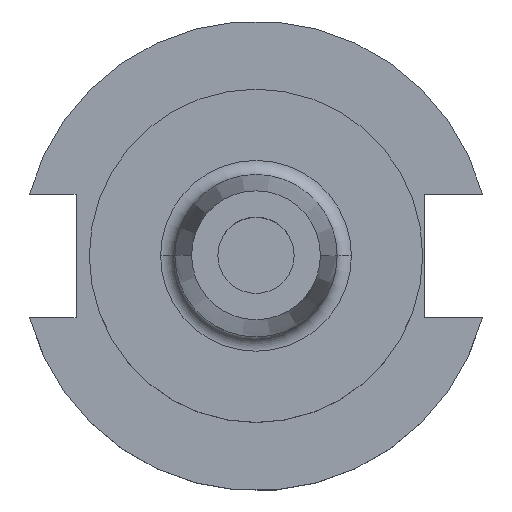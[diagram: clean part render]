
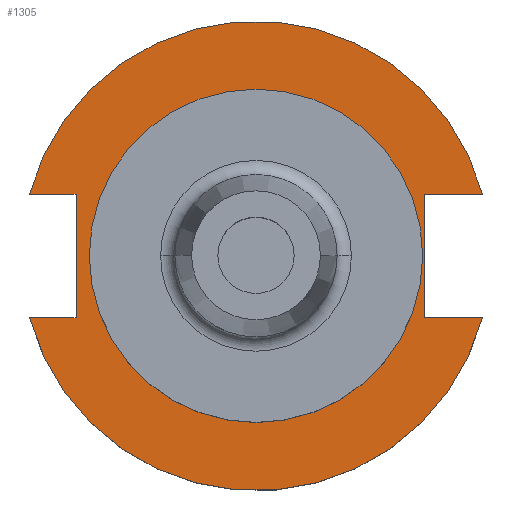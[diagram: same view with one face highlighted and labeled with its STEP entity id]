
A CAD part, top view. The second image highlights one B-rep face of the part: STEP entity #1305.
In plain terms, the highlighted planar face has unit normal (0, 0, 1).
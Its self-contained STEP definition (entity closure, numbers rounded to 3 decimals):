
#29 = CARTESIAN_POINT ( 'NONE',  ( -47.477, 12.954, 19.05 ) ) ;
#57 = AXIS2_PLACEMENT_3D ( 'NONE', #1165, #1155, #1147 ) ;
#59 = CARTESIAN_POINT ( 'NONE',  ( -37.719, -12.954, 19.05 ) ) ;
#70 = ORIENTED_EDGE ( 'NONE', *, *, #506, .F. ) ;
#102 = CIRCLE ( 'NONE', #761, 49.212 ) ;
#108 = ORIENTED_EDGE ( 'NONE', *, *, #1620, .F. ) ;
#135 = CARTESIAN_POINT ( 'NONE',  ( -63.719, 12.954, 19.05 ) ) ;
#138 = ORIENTED_EDGE ( 'NONE', *, *, #701, .F. ) ;
#150 = DIRECTION ( 'NONE',  ( 0., -1., 0. ) ) ;
#173 = EDGE_CURVE ( 'NONE', #1642, #1404, #684, .T. ) ;
#194 = ORIENTED_EDGE ( 'NONE', *, *, #173, .T. ) ;
#242 = LINE ( 'NONE', #135, #1613 ) ;
#250 = ORIENTED_EDGE ( 'NONE', *, *, #274, .T. ) ;
#274 = EDGE_CURVE ( 'NONE', #944, #579, #102, .T. ) ;
#275 = AXIS2_PLACEMENT_3D ( 'NONE', #1461, #1485, #1447 ) ;
#298 = EDGE_LOOP ( 'NONE', ( #194, #572, #70, #879, #250, #108, #1249, #1355 ) ) ;
#307 = CARTESIAN_POINT ( 'NONE',  ( 35.306, 12.954, 19.05 ) ) ;
#309 = DIRECTION ( 'NONE',  ( -1., 0., 0. ) ) ;
#342 = DIRECTION ( 'NONE',  ( 1., 0., 0. ) ) ;
#470 = VECTOR ( 'NONE', #150, 1000. ) ;
#471 = LINE ( 'NONE', #1570, #1467 ) ;
#482 = CARTESIAN_POINT ( 'NONE',  ( -37.719, 12.954, 19.05 ) ) ;
#506 = EDGE_CURVE ( 'NONE', #1539, #1256, #1506, .T. ) ;
#572 = ORIENTED_EDGE ( 'NONE', *, *, #1755, .F. ) ;
#575 = CARTESIAN_POINT ( 'NONE',  ( 47.477, 12.954, 19.05 ) ) ;
#579 = VERTEX_POINT ( 'NONE', #29 ) ;
#581 = VERTEX_POINT ( 'NONE', #59 ) ;
#599 = DIRECTION ( 'NONE',  ( 1., 0., 0. ) ) ;
#605 = CARTESIAN_POINT ( 'NONE',  ( 0., 0., 19.05 ) ) ;
#612 = CARTESIAN_POINT ( 'NONE',  ( -34.925, 0., 19.05 ) ) ;
#622 = DIRECTION ( 'NONE',  ( 0., 0., 1. ) ) ;
#684 = CIRCLE ( 'NONE', #1695, 49.212 ) ;
#701 = EDGE_CURVE ( 'NONE', #857, #1127, #1595, .T. ) ;
#707 = VECTOR ( 'NONE', #1136, 1000. ) ;
#724 = FACE_OUTER_BOUND ( 'NONE', #298, .T. ) ;
#761 = AXIS2_PLACEMENT_3D ( 'NONE', #766, #803, #599 ) ;
#766 = CARTESIAN_POINT ( 'NONE',  ( 0., 0., 19.05 ) ) ;
#803 = DIRECTION ( 'NONE',  ( 0., 0., 1. ) ) ;
#854 = CARTESIAN_POINT ( 'NONE',  ( 35.306, -12.954, 19.05 ) ) ;
#857 = VERTEX_POINT ( 'NONE', #612 ) ;
#879 = ORIENTED_EDGE ( 'NONE', *, *, #1005, .F. ) ;
#907 = DIRECTION ( 'NONE',  ( 1., 0., 0. ) ) ;
#944 = VERTEX_POINT ( 'NONE', #575 ) ;
#1005 = EDGE_CURVE ( 'NONE', #944, #1539, #1283, .T. ) ;
#1042 = DIRECTION ( 'NONE',  ( 1., 0., 0. ) ) ;
#1058 = EDGE_CURVE ( 'NONE', #1127, #857, #1215, .T. ) ;
#1062 = LINE ( 'NONE', #1600, #707 ) ;
#1069 = CARTESIAN_POINT ( 'NONE',  ( 34.925, 0., 19.05 ) ) ;
#1113 = CARTESIAN_POINT ( 'NONE',  ( 47.477, -12.954, 19.05 ) ) ;
#1127 = VERTEX_POINT ( 'NONE', #1069 ) ;
#1135 = EDGE_CURVE ( 'NONE', #581, #1527, #1062, .T. ) ;
#1136 = DIRECTION ( 'NONE',  ( 0., 1., 0. ) ) ;
#1147 = DIRECTION ( 'NONE',  ( 1., 0., 0. ) ) ;
#1155 = DIRECTION ( 'NONE',  ( 0., 0., 1. ) ) ;
#1165 = CARTESIAN_POINT ( 'NONE',  ( 0., 0., 19.05 ) ) ;
#1215 = CIRCLE ( 'NONE', #1508, 34.925 ) ;
#1216 = ORIENTED_EDGE ( 'NONE', *, *, #1058, .F. ) ;
#1221 = DIRECTION ( 'NONE',  ( 1., 0., 0. ) ) ;
#1227 = LINE ( 'NONE', #854, #1504 ) ;
#1238 = EDGE_CURVE ( 'NONE', #1642, #581, #471, .T. ) ;
#1249 = ORIENTED_EDGE ( 'NONE', *, *, #1135, .F. ) ;
#1254 = CARTESIAN_POINT ( 'NONE',  ( 0., 0., 19.05 ) ) ;
#1256 = VERTEX_POINT ( 'NONE', #1732 ) ;
#1283 = LINE ( 'NONE', #1314, #1565 ) ;
#1299 = CARTESIAN_POINT ( 'NONE',  ( 35.306, 12.954, 19.05 ) ) ;
#1305 = ADVANCED_FACE ( 'NONE', ( #1390, #724 ), #1547, .T. ) ;
#1314 = CARTESIAN_POINT ( 'NONE',  ( 35.306, 12.954, 19.05 ) ) ;
#1355 = ORIENTED_EDGE ( 'NONE', *, *, #1238, .F. ) ;
#1390 = FACE_BOUND ( 'NONE', #1416, .T. ) ;
#1404 = VERTEX_POINT ( 'NONE', #1113 ) ;
#1416 = EDGE_LOOP ( 'NONE', ( #1216, #138 ) ) ;
#1447 = DIRECTION ( 'NONE',  ( 1., 0., 0. ) ) ;
#1461 = CARTESIAN_POINT ( 'NONE',  ( 0., 49.212, 19.05 ) ) ;
#1467 = VECTOR ( 'NONE', #342, 1000. ) ;
#1485 = DIRECTION ( 'NONE',  ( 0., 0., 1. ) ) ;
#1504 = VECTOR ( 'NONE', #1042, 1000. ) ;
#1506 = LINE ( 'NONE', #1299, #470 ) ;
#1508 = AXIS2_PLACEMENT_3D ( 'NONE', #605, #622, #907 ) ;
#1527 = VERTEX_POINT ( 'NONE', #482 ) ;
#1539 = VERTEX_POINT ( 'NONE', #307 ) ;
#1547 = PLANE ( 'NONE',  #275 ) ;
#1565 = VECTOR ( 'NONE', #1719, 1000. ) ;
#1570 = CARTESIAN_POINT ( 'NONE',  ( -63.719, -12.954, 19.05 ) ) ;
#1584 = CARTESIAN_POINT ( 'NONE',  ( -47.477, -12.954, 19.05 ) ) ;
#1595 = CIRCLE ( 'NONE', #57, 34.925 ) ;
#1600 = CARTESIAN_POINT ( 'NONE',  ( -37.719, 12.954, 19.05 ) ) ;
#1613 = VECTOR ( 'NONE', #309, 1000. ) ;
#1620 = EDGE_CURVE ( 'NONE', #1527, #579, #242, .T. ) ;
#1642 = VERTEX_POINT ( 'NONE', #1584 ) ;
#1695 = AXIS2_PLACEMENT_3D ( 'NONE', #1254, #1750, #1221 ) ;
#1719 = DIRECTION ( 'NONE',  ( -1., 0., 0. ) ) ;
#1732 = CARTESIAN_POINT ( 'NONE',  ( 35.306, -12.954, 19.05 ) ) ;
#1750 = DIRECTION ( 'NONE',  ( 0., 0., 1. ) ) ;
#1755 = EDGE_CURVE ( 'NONE', #1256, #1404, #1227, .T. ) ;
